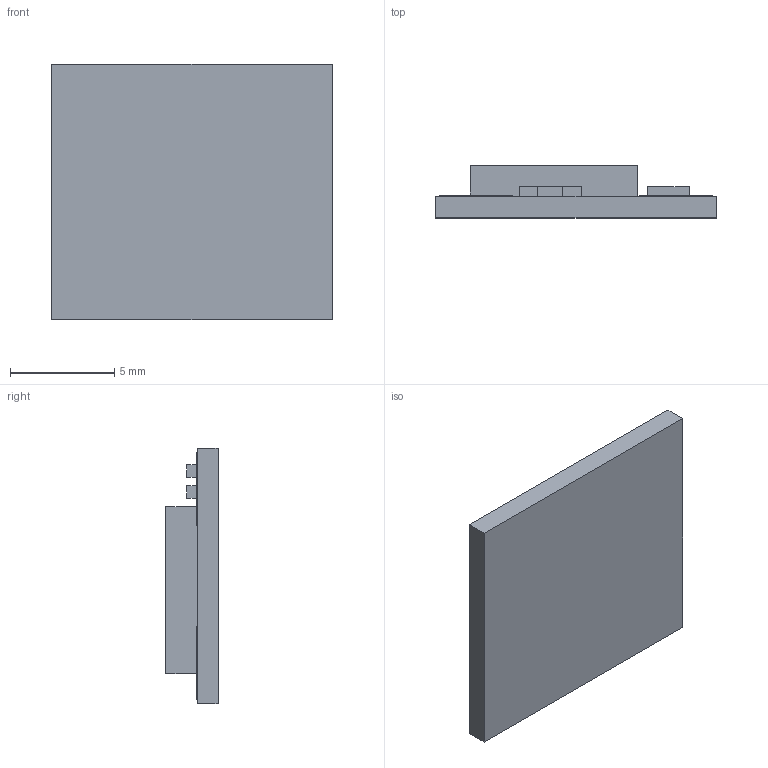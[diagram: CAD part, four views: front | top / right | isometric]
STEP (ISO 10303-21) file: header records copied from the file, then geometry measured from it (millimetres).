
FILE_DESCRIPTION (( 'STEP AP214' ), '1' );
FILE_NAME ('ZM5202.STEP', '2013-09-26T09:08:43', ( 'Master' ), ( '' ), 'SwSTEP 2.0', 'SolidWorks 2010', '' );
FILE_SCHEMA (( 'AUTOMOTIVE_DESIGN' ));
Length unit declared in the file: millimetre
Products named in the file (1): ZM5202
Bounding box: 13.45 x 2.5 x 12.25 mm (x, y, z)
Volume: 264.5 mm3; surface area: 440.6 mm2
Topology: 1 solids, 1 shells, 59 faces, 144 edges, 96 vertices
Faces by surface type: plane 59
Entity records: 2315 total; most frequent: CARTESIAN_POINT 300, ORIENTED_EDGE 288, DIRECTION 264, LINE 144, VECTOR 144, EDGE_CURVE 144, VERTEX_POINT 96, EDGE_LOOP 68
